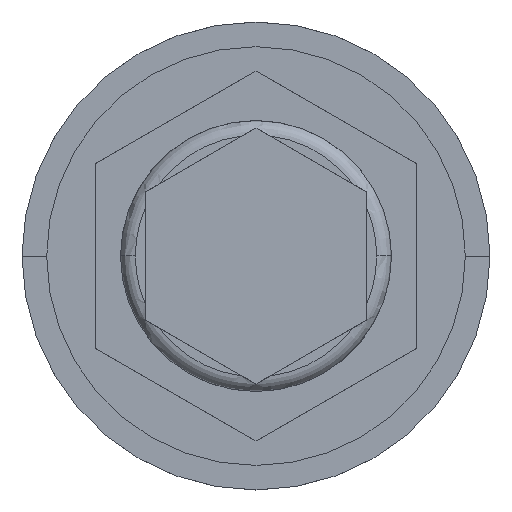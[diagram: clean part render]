
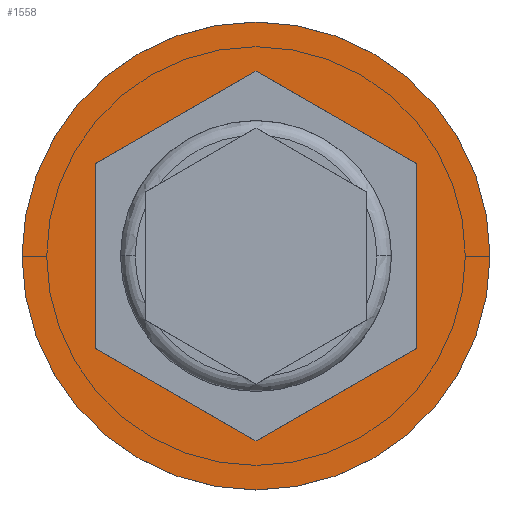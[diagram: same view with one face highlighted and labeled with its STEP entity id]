
A CAD part, top view. The second image highlights one B-rep face of the part: STEP entity #1558.
In plain terms, the highlighted planar face has unit normal (0, 0, 1).
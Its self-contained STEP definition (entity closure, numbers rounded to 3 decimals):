
#19 = VECTOR ( 'NONE', #1691, 1000. ) ;
#27 = CARTESIAN_POINT ( 'NONE',  ( 0., -3.753, 0. ) ) ;
#31 = VERTEX_POINT ( 'NONE', #27 ) ;
#35 = ORIENTED_EDGE ( 'NONE', *, *, #1043, .F. ) ;
#51 = DIRECTION ( 'NONE',  ( 0., -1., 0. ) ) ;
#71 = CARTESIAN_POINT ( 'NONE',  ( 4.75, 0., 0. ) ) ;
#110 = VERTEX_POINT ( 'NONE', #421 ) ;
#222 = DIRECTION ( 'NONE',  ( 0., 0., 1. ) ) ;
#241 = VERTEX_POINT ( 'NONE', #838 ) ;
#311 = DIRECTION ( 'NONE',  ( 0., 0., 1. ) ) ;
#330 = CARTESIAN_POINT ( 'NONE',  ( 0., 0., 0. ) ) ;
#340 = FACE_BOUND ( 'NONE', #2012, .T. ) ;
#361 = VECTOR ( 'NONE', #1506, 1000. ) ;
#378 = LINE ( 'NONE', #740, #2329 ) ;
#416 = VERTEX_POINT ( 'NONE', #1450 ) ;
#421 = CARTESIAN_POINT ( 'NONE',  ( -4.75, 0., 0. ) ) ;
#480 = VECTOR ( 'NONE', #51, 1000. ) ;
#502 = VERTEX_POINT ( 'NONE', #71 ) ;
#554 = CIRCLE ( 'NONE', #1912, 4.75 ) ;
#566 = PLANE ( 'NONE',  #1617 ) ;
#591 = CIRCLE ( 'NONE', #1383, 4.75 ) ;
#610 = CARTESIAN_POINT ( 'NONE',  ( 0., 0., 0. ) ) ;
#675 = CARTESIAN_POINT ( 'NONE',  ( 3.25, 1.876, 0. ) ) ;
#691 = EDGE_CURVE ( 'NONE', #110, #502, #591, .T. ) ;
#740 = CARTESIAN_POINT ( 'NONE',  ( 0., 3.753, 0. ) ) ;
#751 = VECTOR ( 'NONE', #2068, 1000. ) ;
#758 = CARTESIAN_POINT ( 'NONE',  ( -3.25, -1.876, 0. ) ) ;
#821 = EDGE_CURVE ( 'NONE', #2361, #2226, #378, .T. ) ;
#838 = CARTESIAN_POINT ( 'NONE',  ( -3.25, -1.876, 0. ) ) ;
#887 = DIRECTION ( 'NONE',  ( 1., 0., 0. ) ) ;
#921 = EDGE_CURVE ( 'NONE', #416, #1909, #2232, .T. ) ;
#962 = DIRECTION ( 'NONE',  ( 1., 0., 0. ) ) ;
#980 = EDGE_CURVE ( 'NONE', #2226, #241, #1540, .T. ) ;
#986 = CARTESIAN_POINT ( 'NONE',  ( -3.25, 1.876, 0. ) ) ;
#1043 = EDGE_CURVE ( 'NONE', #1909, #2361, #1210, .T. ) ;
#1210 = LINE ( 'NONE', #675, #1724 ) ;
#1225 = CARTESIAN_POINT ( 'NONE',  ( -3.25, 1.876, 0. ) ) ;
#1248 = ORIENTED_EDGE ( 'NONE', *, *, #1774, .F. ) ;
#1324 = LINE ( 'NONE', #1538, #751 ) ;
#1367 = EDGE_LOOP ( 'NONE', ( #1505, #1813 ) ) ;
#1373 = EDGE_CURVE ( 'NONE', #31, #416, #1324, .T. ) ;
#1383 = AXIS2_PLACEMENT_3D ( 'NONE', #1452, #311, #887 ) ;
#1450 = CARTESIAN_POINT ( 'NONE',  ( 3.25, -1.876, 0. ) ) ;
#1452 = CARTESIAN_POINT ( 'NONE',  ( 0., 0., 0. ) ) ;
#1482 = DIRECTION ( 'NONE',  ( 0., 0., 1. ) ) ;
#1485 = DIRECTION ( 'NONE',  ( -0.866, -0.5, 0. ) ) ;
#1505 = ORIENTED_EDGE ( 'NONE', *, *, #2056, .T. ) ;
#1506 = DIRECTION ( 'NONE',  ( 0.866, -0.5, 0. ) ) ;
#1538 = CARTESIAN_POINT ( 'NONE',  ( 0., -3.753, 0. ) ) ;
#1540 = LINE ( 'NONE', #986, #480 ) ;
#1558 = ADVANCED_FACE ( 'NONE', ( #340, #1856 ), #566, .T. ) ;
#1578 = CARTESIAN_POINT ( 'NONE',  ( 3.25, 1.876, 0. ) ) ;
#1591 = ORIENTED_EDGE ( 'NONE', *, *, #980, .F. ) ;
#1617 = AXIS2_PLACEMENT_3D ( 'NONE', #330, #1482, #1834 ) ;
#1669 = CARTESIAN_POINT ( 'NONE',  ( 3.25, -1.876, 0. ) ) ;
#1691 = DIRECTION ( 'NONE',  ( 0., 1., 0. ) ) ;
#1708 = LINE ( 'NONE', #758, #361 ) ;
#1724 = VECTOR ( 'NONE', #2143, 1000. ) ;
#1774 = EDGE_CURVE ( 'NONE', #241, #31, #1708, .T. ) ;
#1813 = ORIENTED_EDGE ( 'NONE', *, *, #691, .T. ) ;
#1834 = DIRECTION ( 'NONE',  ( 1., 0., 0. ) ) ;
#1856 = FACE_OUTER_BOUND ( 'NONE', #1367, .T. ) ;
#1861 = ORIENTED_EDGE ( 'NONE', *, *, #921, .F. ) ;
#1909 = VERTEX_POINT ( 'NONE', #1578 ) ;
#1912 = AXIS2_PLACEMENT_3D ( 'NONE', #610, #222, #962 ) ;
#2012 = EDGE_LOOP ( 'NONE', ( #35, #1861, #2269, #1248, #1591, #2167 ) ) ;
#2056 = EDGE_CURVE ( 'NONE', #502, #110, #554, .T. ) ;
#2068 = DIRECTION ( 'NONE',  ( 0.866, 0.5, 0. ) ) ;
#2143 = DIRECTION ( 'NONE',  ( -0.866, 0.5, 0. ) ) ;
#2167 = ORIENTED_EDGE ( 'NONE', *, *, #821, .F. ) ;
#2202 = CARTESIAN_POINT ( 'NONE',  ( 0., 3.753, 0. ) ) ;
#2226 = VERTEX_POINT ( 'NONE', #1225 ) ;
#2232 = LINE ( 'NONE', #1669, #19 ) ;
#2269 = ORIENTED_EDGE ( 'NONE', *, *, #1373, .F. ) ;
#2329 = VECTOR ( 'NONE', #1485, 1000. ) ;
#2361 = VERTEX_POINT ( 'NONE', #2202 ) ;
